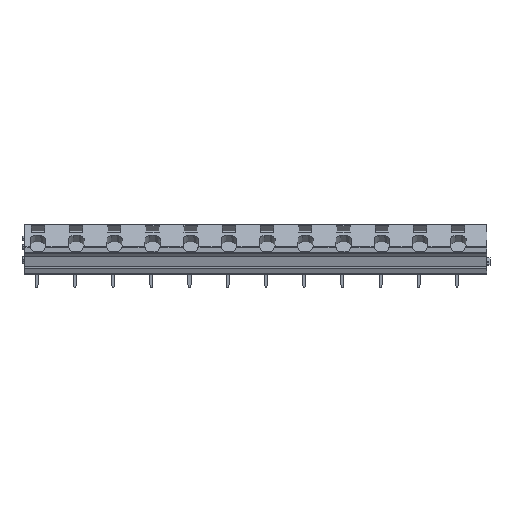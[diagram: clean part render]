
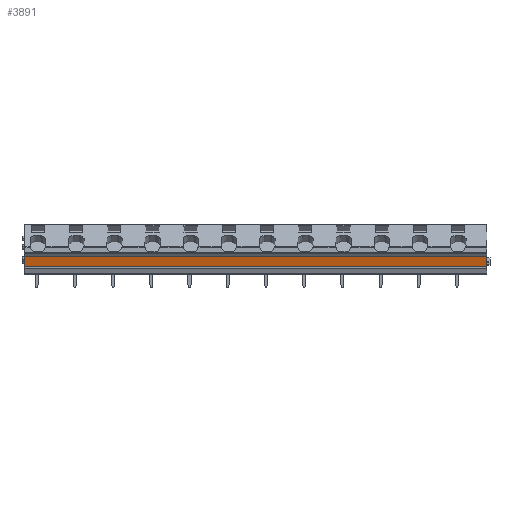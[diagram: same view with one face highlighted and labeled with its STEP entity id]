
A CAD part, front view. The second image highlights one B-rep face of the part: STEP entity #3891.
In plain terms, the highlighted planar face has unit normal (0, -0.966, -0.259).
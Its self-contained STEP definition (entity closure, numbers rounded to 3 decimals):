
#3864=AXIS2_PLACEMENT_3D('Plane Axis2P3D',#3861,#3862,#3863) ;
#3839=CARTESIAN_POINT('Vertex',(121.7,1.37,5.45)) ;
#3842=CARTESIAN_POINT('Line Origine',(61.2,1.37,5.45)) ;
#3846=CARTESIAN_POINT('Vertex',(0.7,1.37,5.45)) ;
#3861=CARTESIAN_POINT('Axis2P3D Location',(0.,0.634,8.2)) ;
#3866=CARTESIAN_POINT('Line Origine',(121.7,1.002,6.825)) ;
#3870=CARTESIAN_POINT('Vertex',(121.7,0.634,8.2)) ;
#3873=CARTESIAN_POINT('Line Origine',(61.2,0.634,8.2)) ;
#3877=CARTESIAN_POINT('Vertex',(0.7,0.634,8.2)) ;
#3880=CARTESIAN_POINT('Line Origine',(0.7,1.002,6.825)) ;
#3843=DIRECTION('Vector Direction',(1.,0.,0.)) ;
#3862=DIRECTION('Axis2P3D Direction',(0.,-0.966,-0.259)) ;
#3863=DIRECTION('Axis2P3D XDirection',(0.,0.259,-0.966)) ;
#3867=DIRECTION('Vector Direction',(0.,0.259,-0.966)) ;
#3874=DIRECTION('Vector Direction',(1.,0.,0.)) ;
#3881=DIRECTION('Vector Direction',(0.,0.259,-0.966)) ;
#3844=VECTOR('Line Direction',#3843,1.) ;
#3868=VECTOR('Line Direction',#3867,1.) ;
#3875=VECTOR('Line Direction',#3874,1.) ;
#3882=VECTOR('Line Direction',#3881,1.) ;
#3886=ORIENTED_EDGE('',*,*,#3872,.F.) ;
#3887=ORIENTED_EDGE('',*,*,#3879,.F.) ;
#3888=ORIENTED_EDGE('',*,*,#3884,.F.) ;
#3889=ORIENTED_EDGE('',*,*,#3848,.T.) ;
#3891=ADVANCED_FACE('HOUSING',(#3890),#3865,.T.) ;
#3848=EDGE_CURVE('',#3847,#3840,#3845,.T.) ;
#3872=EDGE_CURVE('',#3871,#3840,#3869,.T.) ;
#3879=EDGE_CURVE('',#3878,#3871,#3876,.T.) ;
#3884=EDGE_CURVE('',#3847,#3878,#3883,.F.) ;
#3885=EDGE_LOOP('',(#3886,#3887,#3888,#3889)) ;
#3890=FACE_OUTER_BOUND('',#3885,.T.) ;
#3845=LINE('Line',#3842,#3844) ;
#3869=LINE('Line',#3866,#3868) ;
#3876=LINE('Line',#3873,#3875) ;
#3883=LINE('Line',#3880,#3882) ;
#3865=PLANE('',#3864) ;
#3840=VERTEX_POINT('',#3839) ;
#3847=VERTEX_POINT('',#3846) ;
#3871=VERTEX_POINT('',#3870) ;
#3878=VERTEX_POINT('',#3877) ;
